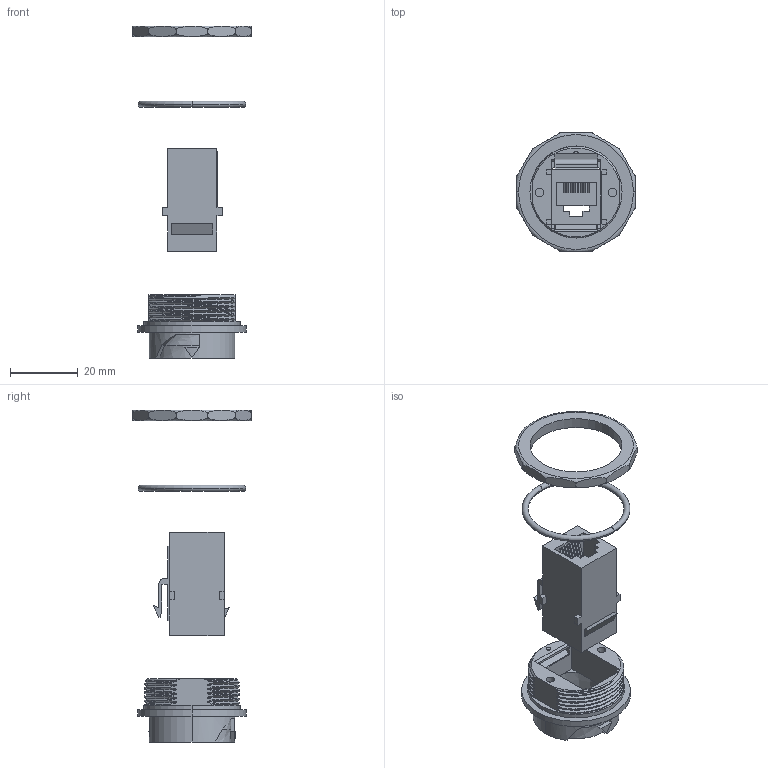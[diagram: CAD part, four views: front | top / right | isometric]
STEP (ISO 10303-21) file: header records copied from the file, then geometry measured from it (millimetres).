
FILE_DESCRIPTION (( 'STEP AP214' ), '1' );
FILE_NAME ('WT6700FM.STEP', '2010-06-22T13:38:35', ( 'x' ), ( 'Microsoft' ), 'SwSTEP 2.0', 'SolidWorks 2010', '' );
FILE_SCHEMA (( 'AUTOMOTIVE_DESIGN' ));
Length unit declared in the file: inch
Products named in the file (5): 1AA13-049; TDG1026KC5; 1AA10-033_-01; WT6700FM; 1AA13-050
Assembly tree (4 placements, depth 2):
  WT6700FM
    1AA13-049
    1AA10-033_-01
    TDG1026KC5
    1AA13-050
Bounding box: 34.92 x 34.92 x 97.94 mm (x, y, z)
Volume: 11702.8 mm3; surface area: 10356.3 mm2
Topology: 4 solids, 4 shells, 870 faces, 2355 edges, 1562 vertices
Faces by surface type: plane 551, bspline 262, cylinder 43, torus 8, cone 6
Entity records: 51401 total; most frequent: CARTESIAN_POINT 27796, ORIENTED_EDGE 4710, DIRECTION 3107, EDGE_CURVE 2355, VECTOR 1665, LINE 1665, VERTEX_POINT 1562, EDGE_LOOP 979
